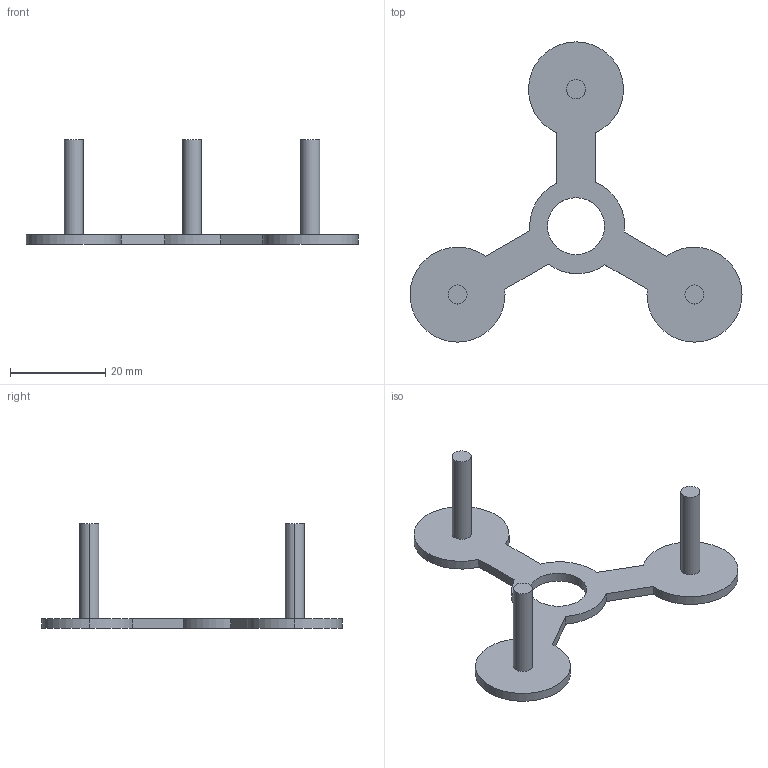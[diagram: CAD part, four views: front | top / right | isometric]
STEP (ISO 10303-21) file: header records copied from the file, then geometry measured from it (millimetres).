
FILE_DESCRIPTION (( 'STEP AP214' ), '1' );
FILE_NAME ('housing back.STEP', '2021-05-28T21:39:04', ( '' ), ( '' ), 'SwSTEP 2.0', 'SolidWorks 2020', '' );
FILE_SCHEMA (( 'AUTOMOTIVE_DESIGN' ));
Length unit declared in the file: centimetre
Products named in the file (1): housing back
Bounding box: 69.88 x 63.2 x 22 mm (x, y, z)
Volume: 3489.8 mm3; surface area: 4094.7 mm2
Topology: 1 solids, 1 shells, 32 faces, 81 edges, 54 vertices
Faces by surface type: cylinder 21, plane 11
Entity records: 1025 total; most frequent: DIRECTION 189, CARTESIAN_POINT 168, ORIENTED_EDGE 162, EDGE_CURVE 81, AXIS2_PLACEMENT_3D 75, VERTEX_POINT 54, CIRCLE 42, LINE 39
